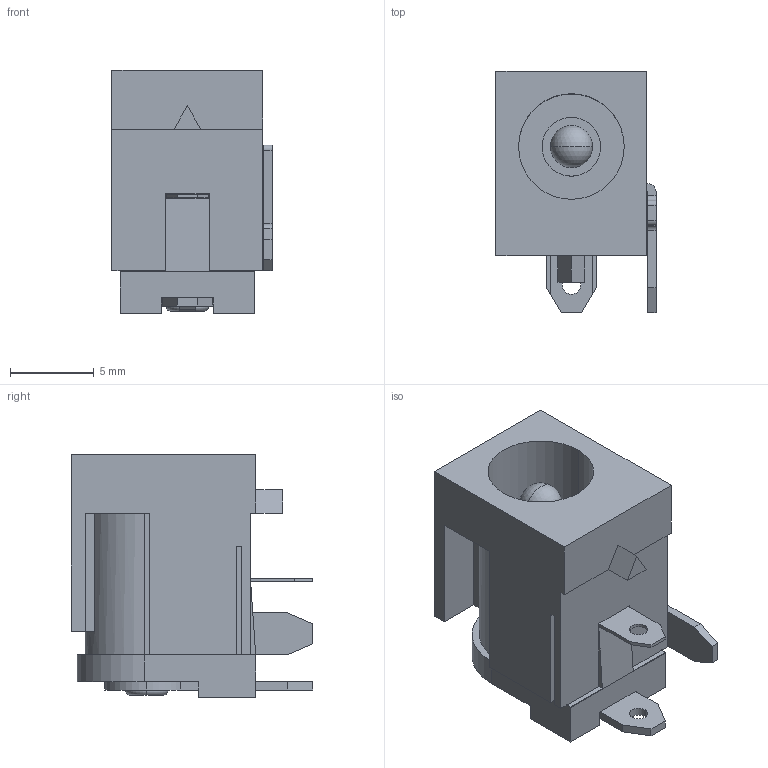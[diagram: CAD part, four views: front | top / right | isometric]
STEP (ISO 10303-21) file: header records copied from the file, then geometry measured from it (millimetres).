
FILE_DESCRIPTION(('STEP AP242'),'1');
FILE_NAME('pj-057bh.stp','2019-05-29T06:41:09',('TraceParts'),('TraceParts S.A.'),'Spatial InterOp 3D',' ',' ');
FILE_SCHEMA(('AP242_MANAGED_MODEL_BASED_3D_ENGINEERING_MIM_LF {1 0 10303 442 1 1 4}'));
Length unit declared in the file: millimetre
Products named in the file (1): pj-057bh_1
Bounding box: 9.55 x 14.4 x 14.5 mm (x, y, z)
Volume: 928 mm3; surface area: 1564.2 mm2
Topology: 5 solids, 5 shells, 127 faces, 329 edges, 217 vertices
Faces by surface type: plane 93, cylinder 28, torus 4, sphere 2
Entity records: 4944 total; most frequent: CARTESIAN_POINT 676, DIRECTION 661, ORIENTED_EDGE 654, EDGE_CURVE 327, LINE 257, VECTOR 257, VERTEX_POINT 217, AXIS2_PLACEMENT_3D 202
